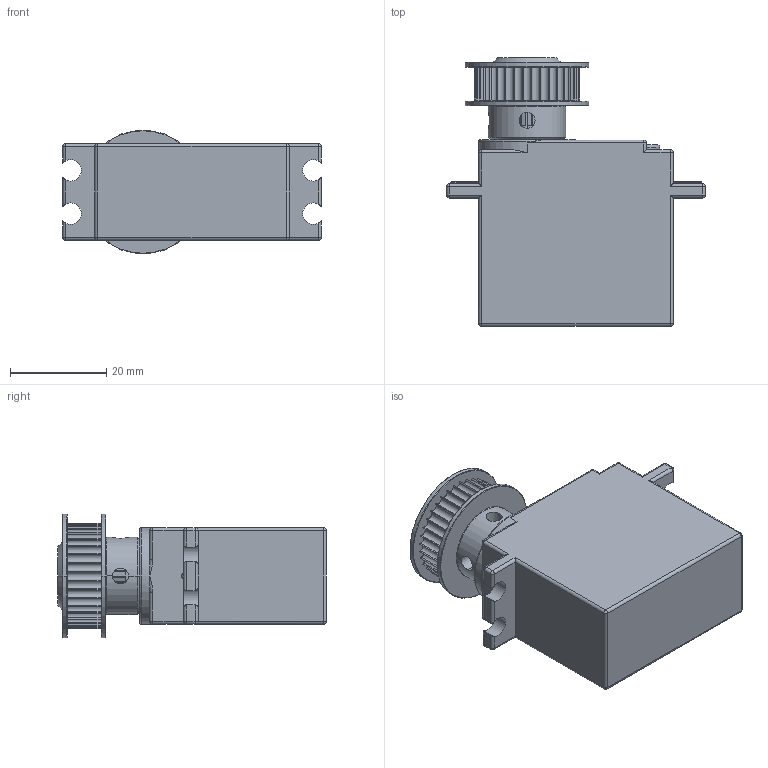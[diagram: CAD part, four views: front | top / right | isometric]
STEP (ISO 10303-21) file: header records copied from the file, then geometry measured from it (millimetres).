
FILE_DESCRIPTION((''),'2;1');
FILE_NAME('PULLEY_AND_SERVO_ASM','2023-07-07T00:15:46',('Lenovo'),(''),'CREO PARAMETRIC BY PTC INC, 2022073','CREO PARAMETRIC BY PTC INC, 2022073','');
FILE_SCHEMA(('CONFIG_CONTROL_DESIGN'));
Length unit declared in the file: millimetre
Products named in the file (3): SERVO; PULLEY; PULLEY_AND_SERVO_ASM
Assembly tree (2 placements, depth 2):
  PULLEY_AND_SERVO_ASM
    SERVO
    PULLEY
Bounding box: 53.6 x 55.7 x 25.6 mm (x, y, z)
Volume: 35928 mm3; surface area: 10074 mm2
Topology: 2 solids, 2 shells, 389 faces, 1130 edges, 734 vertices
Faces by surface type: cylinder 188, plane 148, sphere 18, cone 16, torus 15, bspline 4
Entity records: 13959 total; most frequent: CARTESIAN_POINT 3286, DIRECTION 2388, ORIENTED_EDGE 2224, EDGE_CURVE 1112, AXIS2_PLACEMENT_3D 943, VERTEX_POINT 734, CIRCLE 553, VECTOR 502
